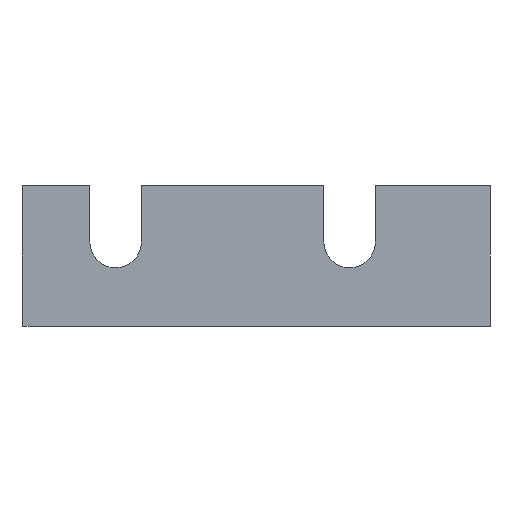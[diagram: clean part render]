
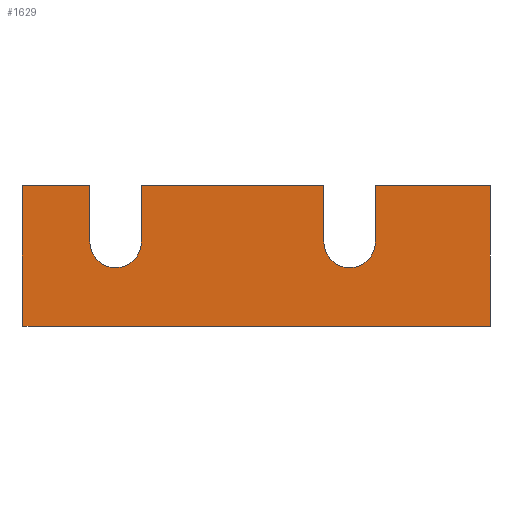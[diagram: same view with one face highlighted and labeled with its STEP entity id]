
A CAD part, front view. The second image highlights one B-rep face of the part: STEP entity #1629.
In plain terms, the highlighted planar face has unit normal (0, -1, 0).
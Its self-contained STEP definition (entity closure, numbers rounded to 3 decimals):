
#333=CARTESIAN_POINT('',(0.0,0.0,7.5));
#334=VERTEX_POINT('',#333);
#341=CARTESIAN_POINT('',(0.0,0.0,-7.5));
#342=VERTEX_POINT('',#341);
#343=CARTESIAN_POINT('',(0.0,0.0,-7.5));
#344=DIRECTION('',(0.0,0.0,1.0));
#345=VECTOR('',#344,15.0);
#346=LINE('',#343,#345);
#347=EDGE_CURVE('',#342,#334,#346,.T.);
#412=CARTESIAN_POINT('',(-42.75,0.,1.5));
#413=VERTEX_POINT('',#412);
#420=CARTESIAN_POINT('',(-37.25,0.,1.5));
#421=VERTEX_POINT('',#420);
#422=CARTESIAN_POINT('',(-40.0,0.,1.5));
#423=DIRECTION('',(0.0,1.0,0.0));
#424=DIRECTION('',(-1.0,0.0,0.0));
#425=AXIS2_PLACEMENT_3D('',#422,#423,#424);
#426=CIRCLE('',#425,2.75);
#427=EDGE_CURVE('',#421,#413,#426,.T.);
#747=CARTESIAN_POINT('',(-37.25,0.,7.5));
#748=VERTEX_POINT('',#747);
#755=CARTESIAN_POINT('',(-17.75,0.,7.5));
#756=VERTEX_POINT('',#755);
#757=CARTESIAN_POINT('',(-17.75,0.,7.5));
#758=DIRECTION('',(-1.0,0.0,0.0));
#759=VECTOR('',#758,19.5);
#760=LINE('',#757,#759);
#761=EDGE_CURVE('',#756,#748,#760,.T.);
#1453=CARTESIAN_POINT('',(-12.25,0.,1.5));
#1454=VERTEX_POINT('',#1453);
#1462=CARTESIAN_POINT('',(-17.75,0.,1.5));
#1463=VERTEX_POINT('',#1462);
#1470=CARTESIAN_POINT('',(-15.0,0.,1.5));
#1471=DIRECTION('',(0.0,1.0,0.0));
#1472=DIRECTION('',(-1.0,0.0,0.0));
#1473=AXIS2_PLACEMENT_3D('',#1470,#1471,#1472);
#1474=CIRCLE('',#1473,2.75);
#1475=EDGE_CURVE('',#1454,#1463,#1474,.T.);
#1526=CARTESIAN_POINT('',(-42.75,0.,7.5));
#1527=VERTEX_POINT('',#1526);
#1554=CARTESIAN_POINT('',(-50.0,0.,7.5));
#1555=VERTEX_POINT('',#1554);
#1562=CARTESIAN_POINT('',(-42.75,0.,7.5));
#1563=DIRECTION('',(-1.0,0.0,0.0));
#1564=VECTOR('',#1563,7.25);
#1565=LINE('',#1562,#1564);
#1566=EDGE_CURVE('',#1527,#1555,#1565,.T.);
#1571=CARTESIAN_POINT('',(0.0,0.0,0.0));
#1572=DIRECTION('',(0.0,-1.0,0.0));
#1573=DIRECTION('',(0.0,0.0,-1.0));
#1574=AXIS2_PLACEMENT_3D('',#1571,#1572,#1573);
#1575=PLANE('',#1574);
#1576=CARTESIAN_POINT('',(-42.75,0.,1.5));
#1577=DIRECTION('',(0.0,0.0,1.0));
#1578=VECTOR('',#1577,6.);
#1579=LINE('',#1576,#1578);
#1580=EDGE_CURVE('',#413,#1527,#1579,.T.);
#1581=ORIENTED_EDGE('',*,*,#1580,.T.);
#1582=ORIENTED_EDGE('',*,*,#1566,.T.);
#1583=CARTESIAN_POINT('',(-50.0,0.,-7.5));
#1584=VERTEX_POINT('',#1583);
#1585=CARTESIAN_POINT('',(-50.0,0.,7.5));
#1586=DIRECTION('',(0.0,0.0,-1.0));
#1587=VECTOR('',#1586,15.0);
#1588=LINE('',#1585,#1587);
#1589=EDGE_CURVE('',#1555,#1584,#1588,.T.);
#1590=ORIENTED_EDGE('',*,*,#1589,.T.);
#1591=CARTESIAN_POINT('',(-50.0,0.,-7.5));
#1592=DIRECTION('',(1.0,0.0,0.0));
#1593=VECTOR('',#1592,50.0);
#1594=LINE('',#1591,#1593);
#1595=EDGE_CURVE('',#1584,#342,#1594,.T.);
#1596=ORIENTED_EDGE('',*,*,#1595,.T.);
#1597=ORIENTED_EDGE('',*,*,#347,.T.);
#1598=CARTESIAN_POINT('',(-12.25,0.,7.5));
#1599=VERTEX_POINT('',#1598);
#1600=CARTESIAN_POINT('',(0.0,0.0,7.5));
#1601=DIRECTION('',(-1.0,0.0,0.0));
#1602=VECTOR('',#1601,12.25);
#1603=LINE('',#1600,#1602);
#1604=EDGE_CURVE('',#334,#1599,#1603,.T.);
#1605=ORIENTED_EDGE('',*,*,#1604,.T.);
#1606=CARTESIAN_POINT('',(-12.25,0.,7.5));
#1607=DIRECTION('',(0.0,0.0,-1.0));
#1608=VECTOR('',#1607,6.);
#1609=LINE('',#1606,#1608);
#1610=EDGE_CURVE('',#1599,#1454,#1609,.T.);
#1611=ORIENTED_EDGE('',*,*,#1610,.T.);
#1612=ORIENTED_EDGE('',*,*,#1475,.T.);
#1613=CARTESIAN_POINT('',(-17.75,0.,1.5));
#1614=DIRECTION('',(0.0,0.0,1.0));
#1615=VECTOR('',#1614,6.);
#1616=LINE('',#1613,#1615);
#1617=EDGE_CURVE('',#1463,#756,#1616,.T.);
#1618=ORIENTED_EDGE('',*,*,#1617,.T.);
#1619=ORIENTED_EDGE('',*,*,#761,.T.);
#1620=CARTESIAN_POINT('',(-37.25,0.,7.5));
#1621=DIRECTION('',(0.0,0.0,-1.0));
#1622=VECTOR('',#1621,6.);
#1623=LINE('',#1620,#1622);
#1624=EDGE_CURVE('',#748,#421,#1623,.T.);
#1625=ORIENTED_EDGE('',*,*,#1624,.T.);
#1626=ORIENTED_EDGE('',*,*,#427,.T.);
#1627=EDGE_LOOP('',(#1581,#1582,#1590,#1596,#1597,#1605,#1611,#1612,#1618,#1619,#1625,#1626));
#1628=FACE_OUTER_BOUND('',#1627,.T.);
#1629=ADVANCED_FACE('',(#1628),#1575,.T.);
